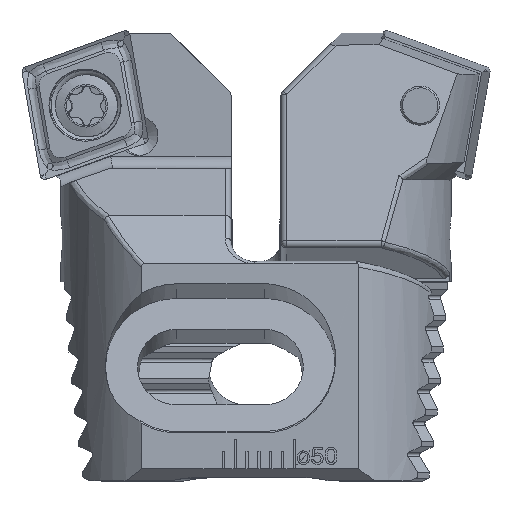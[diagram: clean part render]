
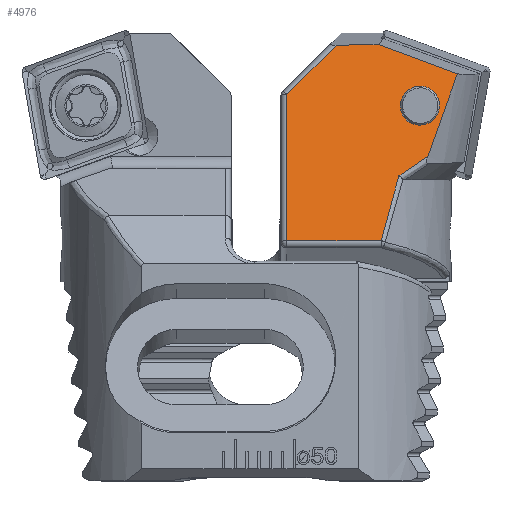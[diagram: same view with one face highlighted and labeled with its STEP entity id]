
A CAD part, top view. The second image highlights one B-rep face of the part: STEP entity #4976.
In plain terms, the highlighted face is planar.
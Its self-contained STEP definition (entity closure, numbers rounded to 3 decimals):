
#52 = CARTESIAN_POINT ( 'NONE',  ( 8.81, -4.079, -8.611 ) ) ;
#61 = CARTESIAN_POINT ( 'NONE',  ( 17.15, -0.381, -7.62 ) ) ;
#90 = CARTESIAN_POINT ( 'NONE',  ( 6.254, -7.951, -9.648 ) ) ;
#402 = CARTESIAN_POINT ( 'NONE',  ( 7.686, -12.263, -10.804 ) ) ;
#561 = VERTEX_POINT ( 'NONE', #5002 ) ;
#651 = CARTESIAN_POINT ( 'NONE',  ( 2.75, -3.653, -8.497 ) ) ;
#852 = CARTESIAN_POINT ( 'NONE',  ( 25.179, -13.416, -11.113 ) ) ;
#1016 = CARTESIAN_POINT ( 'NONE',  ( 3.02, -8.583, -9.818 ) ) ;
#1032 = B_SPLINE_CURVE_WITH_KNOTS ( 'NONE', 3,
 ( #4377, #9009, #5383, #3551 ),
 .UNSPECIFIED., .F., .F.,
 ( 4, 4 ),
 ( 0., 0.003 ),
 .UNSPECIFIED. ) ;
#1043 = EDGE_LOOP ( 'NONE', ( #7287, #2405, #2358, #2966, #9533, #9359, #5692, #10035 ) ) ;
#1090 = CARTESIAN_POINT ( 'NONE',  ( 5.575, -4.712, -8.78 ) ) ;
#1584 = AXIS2_PLACEMENT_3D ( 'NONE', #9462, #5659, #3955 ) ;
#1648 = VERTEX_POINT ( 'NONE', #651 ) ;
#1662 = EDGE_CURVE ( 'NONE', #2634, #7220, #3988, .T. ) ;
#1665 = EDGE_CURVE ( 'NONE', #7220, #2569, #10665, .T. ) ;
#1679 = VERTEX_POINT ( 'NONE', #10913 ) ;
#1842 = DIRECTION ( 'NONE',  ( -1., 0.007, 0.002 ) ) ;
#1940 = VECTOR ( 'NONE', #3592, 1000. ) ;
#2081 = CARTESIAN_POINT ( 'NONE',  ( 35.594, 8.549, -5.227 ) ) ;
#2124 = CARTESIAN_POINT ( 'NONE',  ( 9.185, -17.738, -12.271 ) ) ;
#2358 = ORIENTED_EDGE ( 'NONE', *, *, #4986, .T. ) ;
#2405 = ORIENTED_EDGE ( 'NONE', *, *, #10171, .T. ) ;
#2457 = CARTESIAN_POINT ( 'NONE',  ( 17.15, -17.738, -12.271 ) ) ;
#2519 = LINE ( 'NONE', #852, #1940 ) ;
#2542 = CARTESIAN_POINT ( 'NONE',  ( 4.391, -8.405, -9.77 ) ) ;
#2569 = VERTEX_POINT ( 'NONE', #2124 ) ;
#2634 = VERTEX_POINT ( 'NONE', #6771 ) ;
#2665 = CARTESIAN_POINT ( 'NONE',  ( 2.75, -3.653, -8.497 ) ) ;
#2842 = CARTESIAN_POINT ( 'NONE',  ( 9.489, -7.318, -9.479 ) ) ;
#2928 =( BOUNDED_CURVE ( )  B_SPLINE_CURVE ( 3, ( #11575, #2542, #6125, #2665 ),
 .UNSPECIFIED., .F., .T. ) 
 B_SPLINE_CURVE_WITH_KNOTS ( ( 4, 4 ),
 ( 4.103, 4.235 ),
 .UNSPECIFIED. ) 
 CURVE ( )  GEOMETRIC_REPRESENTATION_ITEM ( )  RATIONAL_B_SPLINE_CURVE ( ( 1., 0.999, 0.999, 1. ) ) 
 REPRESENTATION_ITEM ( '' )  );
#2966 = ORIENTED_EDGE ( 'NONE', *, *, #4799, .F. ) ;
#2986 = CARTESIAN_POINT ( 'NONE',  ( 8.152, -14.213, -11.326 ) ) ;
#3364 = FACE_BOUND ( 'NONE', #5072, .T. ) ;
#3551 = CARTESIAN_POINT ( 'NONE',  ( 5.246, -10.624, -10.365 ) ) ;
#3592 = DIRECTION ( 'NONE',  ( 0.695, -0.695, -0.186 ) ) ;
#3955 = DIRECTION ( 'NONE',  ( 0., -0.966, -0.259 ) ) ;
#3988 = LINE ( 'NONE', #61, #10790 ) ;
#4114 = EDGE_CURVE ( 'NONE', #7052, #561, #1032, .T. ) ;
#4377 = CARTESIAN_POINT ( 'NONE',  ( 7.686, -12.263, -10.804 ) ) ;
#4628 = CARTESIAN_POINT ( 'NONE',  ( 39.143, -1.396, -7.892 ) ) ;
#4752 =( BOUNDED_CURVE ( )  B_SPLINE_CURVE ( 3, ( #1090, #7435, #1016, #90, #2842, #52, #5459 ),
 .UNSPECIFIED., .T., .F. ) 
 B_SPLINE_CURVE_WITH_KNOTS ( ( 4, 3, 4 ),
 ( 0., 3.142, 6.283 ),
 .UNSPECIFIED. ) 
 CURVE ( )  GEOMETRIC_REPRESENTATION_ITEM ( )  RATIONAL_B_SPLINE_CURVE ( ( 1., 0.333, 0.333, 1., 0.333, 0.333, 1. ) ) 
 REPRESENTATION_ITEM ( '' )  );
#4799 = EDGE_CURVE ( 'NONE', #6635, #1679, #8878, .T. ) ;
#4918 = PLANE ( 'NONE',  #1584 ) ;
#4976 = ADVANCED_FACE ( 'NONE', ( #3364, #5210 ), #4918, .F. ) ;
#4986 = EDGE_CURVE ( 'NONE', #1648, #1679, #10906, .T. ) ;
#5002 = CARTESIAN_POINT ( 'NONE',  ( 5.246, -10.624, -10.365 ) ) ;
#5040 =( BOUNDED_CURVE ( )  B_SPLINE_CURVE ( 3, ( #8459, #11166, #2986, #9441 ),
 .UNSPECIFIED., .F., .F. ) 
 B_SPLINE_CURVE_WITH_KNOTS ( ( 4, 4 ),
 ( 3.848, 3.984 ),
 .UNSPECIFIED. ) 
 CURVE ( )  GEOMETRIC_REPRESENTATION_ITEM ( )  RATIONAL_B_SPLINE_CURVE ( ( 1., 0.998, 0.998, 1. ) ) 
 REPRESENTATION_ITEM ( '' )  );
#5072 = EDGE_LOOP ( 'NONE', ( #9694 ) ) ;
#5210 = FACE_OUTER_BOUND ( 'NONE', #1043, .T. ) ;
#5383 = CARTESIAN_POINT ( 'NONE',  ( 6.045, -11.19, -10.516 ) ) ;
#5459 = CARTESIAN_POINT ( 'NONE',  ( 5.575, -4.712, -8.78 ) ) ;
#5659 = DIRECTION ( 'NONE',  ( 0., -0.259, 0.966 ) ) ;
#5692 = ORIENTED_EDGE ( 'NONE', *, *, #1665, .T. ) ;
#6125 = CARTESIAN_POINT ( 'NONE',  ( 3.558, -6.078, -9.146 ) ) ;
#6353 = CARTESIAN_POINT ( 'NONE',  ( 12.985, -1.222, -7.845 ) ) ;
#6405 = EDGE_CURVE ( 'NONE', #6635, #2634, #2519, .T. ) ;
#6635 = VERTEX_POINT ( 'NONE', #6353 ) ;
#6771 = CARTESIAN_POINT ( 'NONE',  ( 17.15, -5.387, -8.961 ) ) ;
#6881 = VECTOR ( 'NONE', #1842, 1000. ) ;
#7052 = VERTEX_POINT ( 'NONE', #402 ) ;
#7209 = CARTESIAN_POINT ( 'NONE',  ( 39.15, -17.738, -12.271 ) ) ;
#7220 = VERTEX_POINT ( 'NONE', #2457 ) ;
#7287 = ORIENTED_EDGE ( 'NONE', *, *, #4114, .T. ) ;
#7435 = CARTESIAN_POINT ( 'NONE',  ( 2.341, -5.344, -8.95 ) ) ;
#7502 = VERTEX_POINT ( 'NONE', #11605 ) ;
#7647 = DIRECTION ( 'NONE',  ( 0.933, 0.347, 0.093 ) ) ;
#8400 = EDGE_CURVE ( 'NONE', #7502, #7502, #4752, .T. ) ;
#8459 = CARTESIAN_POINT ( 'NONE',  ( 9.185, -17.738, -12.271 ) ) ;
#8485 = VECTOR ( 'NONE', #7647, 1000. ) ;
#8878 = LINE ( 'NONE', #4628, #6881 ) ;
#8946 = VECTOR ( 'NONE', #9983, 1000. ) ;
#9009 = CARTESIAN_POINT ( 'NONE',  ( 6.857, -11.739, -10.663 ) ) ;
#9359 = ORIENTED_EDGE ( 'NONE', *, *, #1662, .T. ) ;
#9441 = CARTESIAN_POINT ( 'NONE',  ( 7.686, -12.263, -10.804 ) ) ;
#9462 = CARTESIAN_POINT ( 'NONE',  ( 39.15, -0.381, -7.62 ) ) ;
#9533 = ORIENTED_EDGE ( 'NONE', *, *, #6405, .T. ) ;
#9694 = ORIENTED_EDGE ( 'NONE', *, *, #8400, .T. ) ;
#9775 = EDGE_CURVE ( 'NONE', #2569, #7052, #5040, .T. ) ;
#9983 = DIRECTION ( 'NONE',  ( -1., 0., 0. ) ) ;
#10035 = ORIENTED_EDGE ( 'NONE', *, *, #9775, .T. ) ;
#10171 = EDGE_CURVE ( 'NONE', #561, #1648, #2928, .T. ) ;
#10665 = LINE ( 'NONE', #7209, #8946 ) ;
#10790 = VECTOR ( 'NONE', #10872, 1000. ) ;
#10872 = DIRECTION ( 'NONE',  ( 0., -0.966, -0.259 ) ) ;
#10906 = LINE ( 'NONE', #2081, #8485 ) ;
#10913 = CARTESIAN_POINT ( 'NONE',  ( 9.357, -1.198, -7.839 ) ) ;
#11166 = CARTESIAN_POINT ( 'NONE',  ( 8.653, -16.041, -11.816 ) ) ;
#11575 = CARTESIAN_POINT ( 'NONE',  ( 5.246, -10.624, -10.365 ) ) ;
#11605 = CARTESIAN_POINT ( 'NONE',  ( 5.575, -4.712, -8.78 ) ) ;
